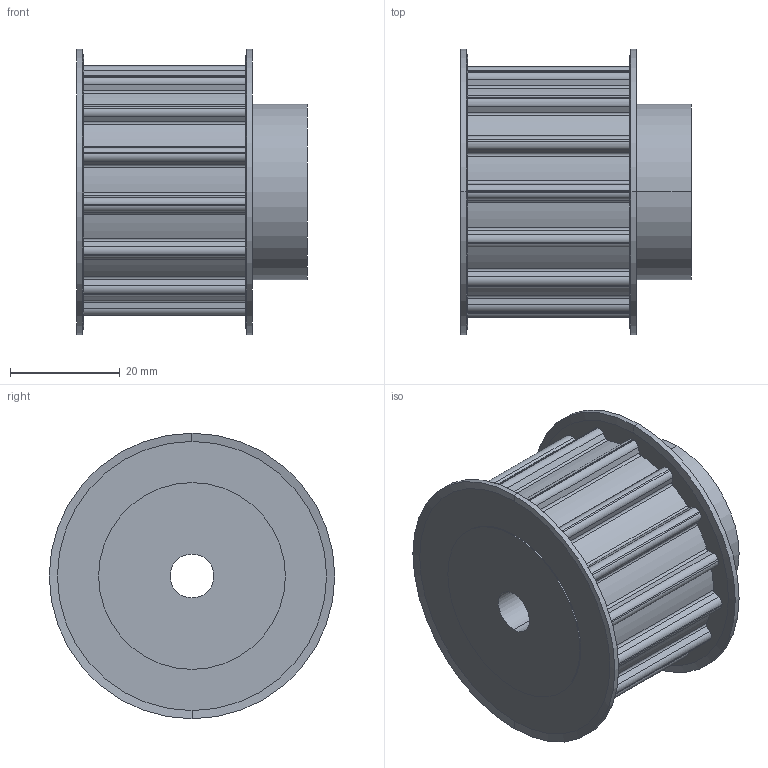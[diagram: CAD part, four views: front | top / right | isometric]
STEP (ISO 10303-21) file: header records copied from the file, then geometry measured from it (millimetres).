
FILE_DESCRIPTION(('STEP AP214'),'1');
FILE_NAME('cctmp_F86C5016-64D1-4304-910C-680BD7022E38_2021_1_7_12_37_48_169..stp','2021-01-07T11:37:48',('Mulco-Europe EWIV'),('CADClick - www.CADClick.com'),'Spatial InterOp 3D',' ','unknown authorization');
FILE_SCHEMA(('AUTOMOTIVE_DESIGN'));
Length unit declared in the file: millimetre
Products named in the file (1): 2021_01_07__12-37-48-153
Bounding box: 42 x 52 x 52 mm (x, y, z)
Volume: 52754.7 mm3; surface area: 13164.1 mm2
Topology: 1 solids, 1 shells, 148 faces, 415 edges, 274 vertices
Faces by surface type: cylinder 103, plane 37, cone 8
Entity records: 6081 total; most frequent: DIRECTION 927, CARTESIAN_POINT 838, ORIENTED_EDGE 830, EDGE_CURVE 415, AXIS2_PLACEMENT_3D 363, VERTEX_POINT 274, CIRCLE 214, LINE 201
